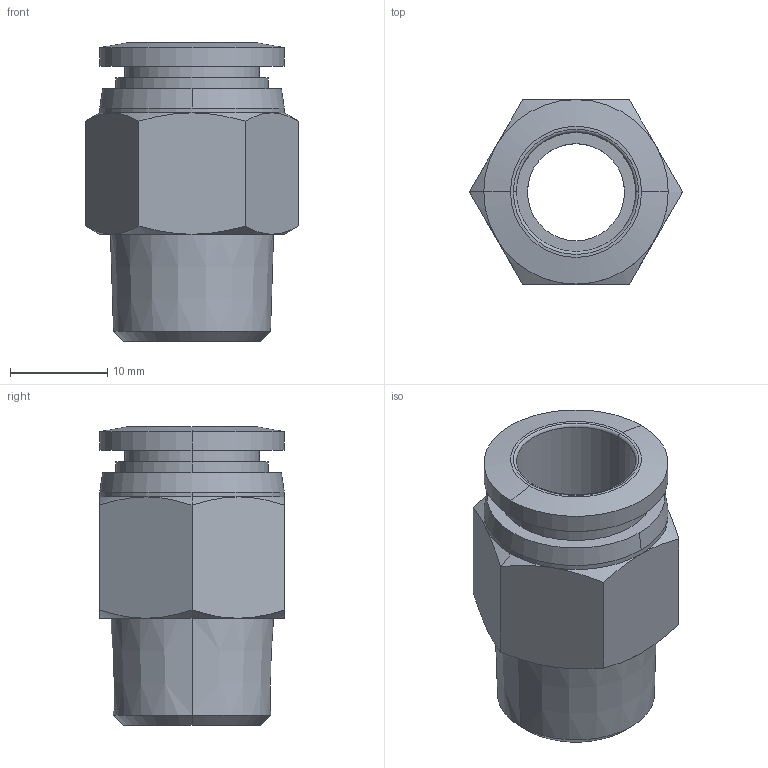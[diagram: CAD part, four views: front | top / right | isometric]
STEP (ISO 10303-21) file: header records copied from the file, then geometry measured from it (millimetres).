
FILE_DESCRIPTION (( 'STEP AP214' ), '1' );
FILE_NAME ('MS12M-38R.step', '2016-02-24T20:45:08', ( '' ), ( '' ), 'SwSTEP 2.0', 'SolidWorks 2015', '' );
FILE_SCHEMA (( 'AUTOMOTIVE_DESIGN' ));
Length unit declared in the file: inch
Products named in the file (1): MS12M-38R
Bounding box: 21.94 x 19 x 30.7 mm (x, y, z)
Volume: 4645.2 mm3; surface area: 3518.4 mm2
Topology: 1 solids, 1 shells, 49 faces, 105 edges, 63 vertices
Faces by surface type: cone 22, plane 13, cylinder 12, torus 2
Entity records: 2077 total; most frequent: CARTESIAN_POINT 338, DIRECTION 234, ORIENTED_EDGE 210, EDGE_CURVE 105, AXIS2_PLACEMENT_3D 103, VERTEX_POINT 63, EDGE_LOOP 56, CIRCLE 53
